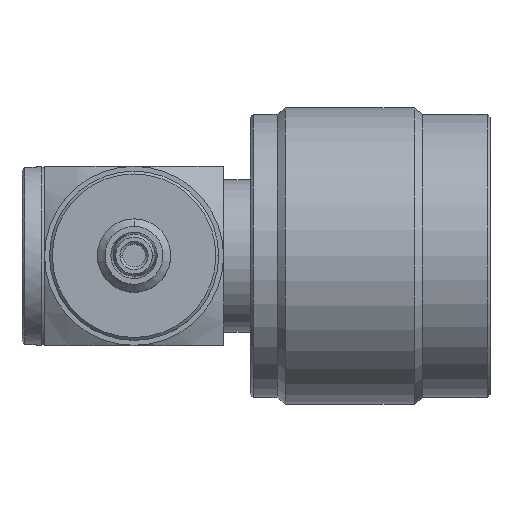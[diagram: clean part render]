
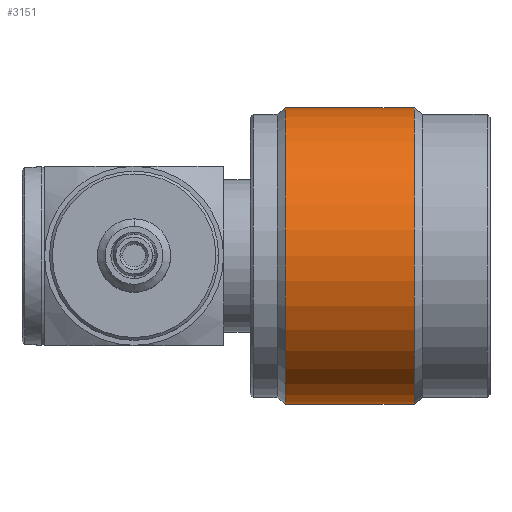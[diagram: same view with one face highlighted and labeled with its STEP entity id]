
A CAD part, top view. The second image highlights one B-rep face of the part: STEP entity #3151.
In plain terms, the highlighted cylindrical face has radius 10.5 mm (diameter 21 mm), a partial arc.
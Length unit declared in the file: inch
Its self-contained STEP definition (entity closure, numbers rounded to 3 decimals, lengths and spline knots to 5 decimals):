
#940=CARTESIAN_POINT('',(0.78248,0.,-0.25));
#941=DIRECTION('',(-1.,0.,0.));
#942=DIRECTION('',(0.,-1.,0.));
#943=AXIS2_PLACEMENT_3D('',#940,#941,#942);
#949=DIRECTION('',(1.,0.,0.));
#950=VECTOR('',#949,0.36024);
#951=CARTESIAN_POINT('',(0.42224,-0.41339,-0.25));
#952=LINE('',#951,#950);
#953=CARTESIAN_POINT('',(0.42224,0.,-0.25));
#954=DIRECTION('',(-1.,0.,0.));
#955=DIRECTION('',(0.,-1.,0.));
#956=AXIS2_PLACEMENT_3D('',#953,#954,#955);
#958=DIRECTION('',(1.,0.,0.));
#959=VECTOR('',#958,0.36024);
#960=CARTESIAN_POINT('',(0.42224,0.41339,-0.25));
#961=LINE('',#960,#959);
#2025=CARTESIAN_POINT('',(0.78248,-0.41339,-0.25));
#2027=VERTEX_POINT('',#2025);
#2045=CARTESIAN_POINT('',(0.42224,-0.41339,-0.25));
#2046=VERTEX_POINT('',#2045);
#2047=CARTESIAN_POINT('',(0.78248,0.41339,-0.25));
#2049=VERTEX_POINT('',#2047);
#2067=CARTESIAN_POINT('',(0.42224,0.41339,-0.25));
#2068=VERTEX_POINT('',#2067);
#3137=CARTESIAN_POINT('',(0.29134,0.,-0.25));
#3138=DIRECTION('',(1.,0.,0.));
#3139=DIRECTION('',(0.,-1.,0.));
#3140=AXIS2_PLACEMENT_3D('',#3137,#3138,#3139);
#3141=CYLINDRICAL_SURFACE('',#3140,0.41339);
#3143=ORIENTED_EDGE('',*,*,#3142,.F.);
#3145=ORIENTED_EDGE('',*,*,#3144,.T.);
#3147=ORIENTED_EDGE('',*,*,#3146,.T.);
#3148=ORIENTED_EDGE('',*,*,#3130,.F.);
#3149=EDGE_LOOP('',(#3143,#3145,#3147,#3148));
#3150=FACE_OUTER_BOUND('',#3149,.F.);
#3151=ADVANCED_FACE('',(#3150),#3141,.T.);
#944=CIRCLE('',#943,0.41339);
#957=CIRCLE('',#956,0.41339);
#3130=EDGE_CURVE('',#2027,#2049,#944,.T.);
#3142=EDGE_CURVE('',#2046,#2027,#952,.T.);
#3144=EDGE_CURVE('',#2046,#2068,#957,.T.);
#3146=EDGE_CURVE('',#2068,#2049,#961,.T.);
